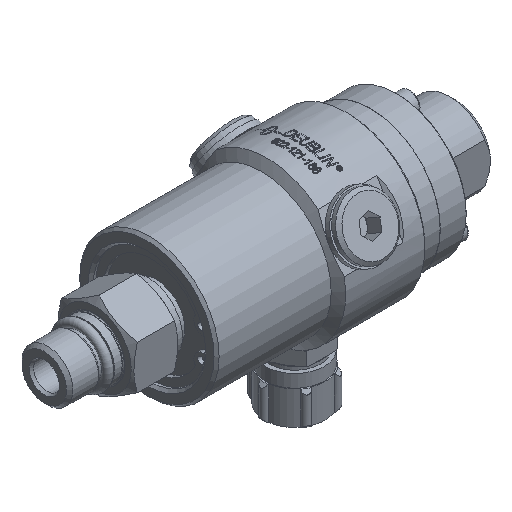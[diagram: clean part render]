
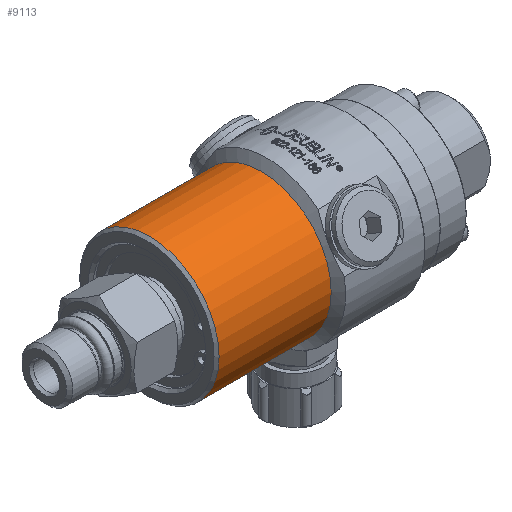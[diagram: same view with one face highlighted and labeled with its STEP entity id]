
A CAD part, isometric view. The second image highlights one B-rep face of the part: STEP entity #9113.
In plain terms, the highlighted cylindrical face has radius 21.874 mm (diameter 43.748 mm), a full revolution.
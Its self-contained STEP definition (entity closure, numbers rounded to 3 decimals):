
#255=CYLINDRICAL_SURFACE('',#9843,21.874);
#1184=LINE('',#53393,#1697);
#1697=VECTOR('',#11682,21.874);
#2626=FACE_OUTER_BOUND('',#3196,.T.);
#3196=EDGE_LOOP('',(#8133,#8134,#8135,#8136,#8137,#8138));
#3657=CIRCLE('',#9839,21.874);
#3658=CIRCLE('',#9840,21.874);
#3660=CIRCLE('',#9844,21.874);
#3661=CIRCLE('',#9845,21.874);
#4512=VERTEX_POINT('',#53380);
#4513=VERTEX_POINT('',#53382);
#4515=VERTEX_POINT('',#53392);
#4516=VERTEX_POINT('',#53394);
#5764=EDGE_CURVE('',#4512,#4513,#3657,.T.);
#5765=EDGE_CURVE('',#4513,#4512,#3658,.T.);
#5768=EDGE_CURVE('',#4512,#4515,#1184,.T.);
#5769=EDGE_CURVE('',#4516,#4515,#3660,.T.);
#5770=EDGE_CURVE('',#4515,#4516,#3661,.T.);
#8133=ORIENTED_EDGE('',*,*,#5765,.F.);
#8134=ORIENTED_EDGE('',*,*,#5764,.F.);
#8135=ORIENTED_EDGE('',*,*,#5768,.T.);
#8136=ORIENTED_EDGE('',*,*,#5769,.F.);
#8137=ORIENTED_EDGE('',*,*,#5770,.F.);
#8138=ORIENTED_EDGE('',*,*,#5768,.F.);
#9113=ADVANCED_FACE('',(#2626),#255,.T.);
#9839=AXIS2_PLACEMENT_3D('',#53383,#11672,#11673);
#9840=AXIS2_PLACEMENT_3D('',#53384,#11674,#11675);
#9843=AXIS2_PLACEMENT_3D('',#53391,#11680,#11681);
#9844=AXIS2_PLACEMENT_3D('',#53395,#11683,#11684);
#9845=AXIS2_PLACEMENT_3D('',#53396,#11685,#11686);
#11672=DIRECTION('center_axis',(1.,0.,0.));
#11673=DIRECTION('ref_axis',(0.,0.866,-0.5));
#11674=DIRECTION('center_axis',(1.,0.,0.));
#11675=DIRECTION('ref_axis',(0.,0.866,-0.5));
#11680=DIRECTION('center_axis',(1.,0.,0.));
#11681=DIRECTION('ref_axis',(0.,0.866,-0.5));
#11682=DIRECTION('',(-1.,0.,0.));
#11683=DIRECTION('center_axis',(-1.,0.,0.));
#11684=DIRECTION('ref_axis',(0.,-0.866,0.5));
#11685=DIRECTION('center_axis',(-1.,0.,0.));
#11686=DIRECTION('ref_axis',(0.,-0.866,0.5));
#53380=CARTESIAN_POINT('',(68.23,-18.943,10.937));
#53382=CARTESIAN_POINT('',(68.23,18.943,-10.937));
#53383=CARTESIAN_POINT('Origin',(68.23,0.,0.));
#53384=CARTESIAN_POINT('Origin',(68.23,0.,0.));
#53391=CARTESIAN_POINT('Origin',(50.23,0.,0.));
#53392=CARTESIAN_POINT('',(33.03,-18.943,10.937));
#53393=CARTESIAN_POINT('',(50.23,-18.943,10.937));
#53394=CARTESIAN_POINT('',(33.03,18.943,-10.937));
#53395=CARTESIAN_POINT('Origin',(33.03,0.,0.));
#53396=CARTESIAN_POINT('Origin',(33.03,0.,0.));
